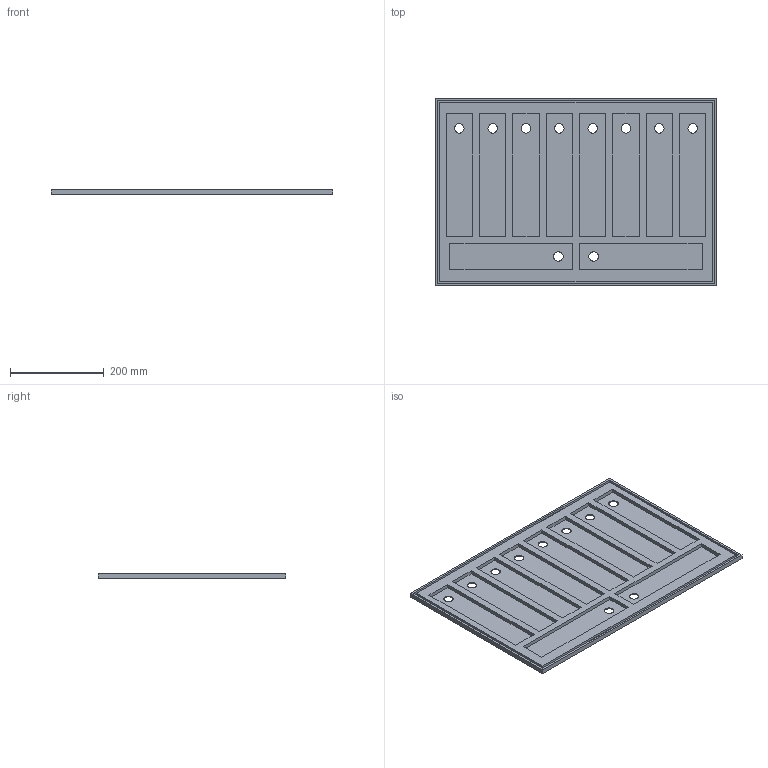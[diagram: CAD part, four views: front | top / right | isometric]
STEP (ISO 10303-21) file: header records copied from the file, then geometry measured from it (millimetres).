
FILE_DESCRIPTION(('FreeCAD Model'),'2;1');
FILE_NAME('Open CASCADE Shape Model','2022-10-10T11:24:16',('Author'),( ''),'Open CASCADE STEP processor 7.5','FreeCAD','Unknown');
FILE_SCHEMA(('AUTOMOTIVE_DESIGN { 1 0 10303 214 1 1 1 1 }'));
Length unit declared in the file: millimetre
Products named in the file (1): Hole
Bounding box: 600 x 400 x 10 mm (x, y, z)
Volume: 1175936.8 mm3; surface area: 565093.5 mm2
Topology: 1 solids, 1 shells, 76 faces, 186 edges, 124 vertices
Faces by surface type: plane 66, cylinder 10
Full cylindrical faces by diameter (mm): 20 x10
Entity records: 4750 total; most frequent: CARTESIAN_POINT 879, DIRECTION 712, LINE 518, VECTOR 518, ORIENTED_EDGE 372, PCURVE 372, DEFINITIONAL_REPRESENTATION 372, EDGE_CURVE 186
